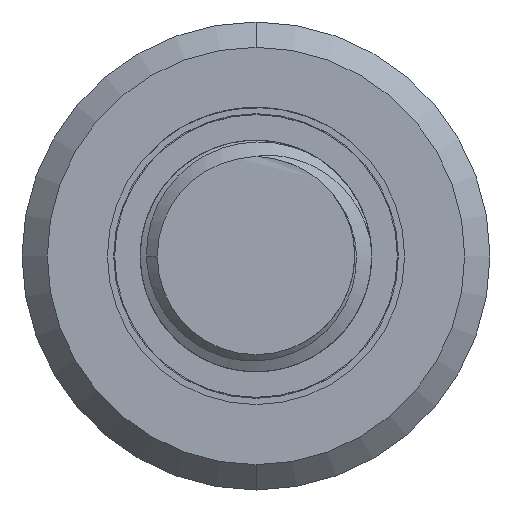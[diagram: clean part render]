
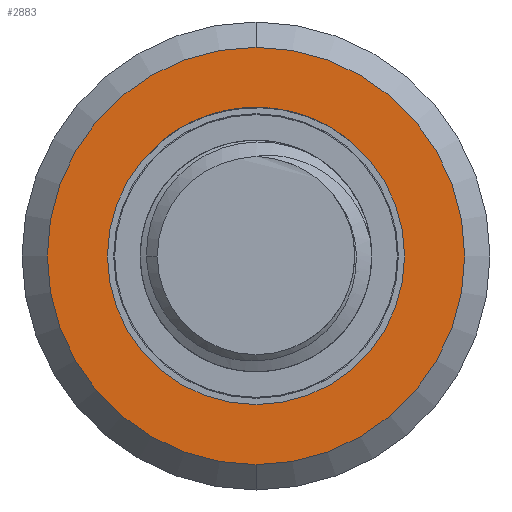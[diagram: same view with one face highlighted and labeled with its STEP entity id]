
A CAD part, front view. The second image highlights one B-rep face of the part: STEP entity #2883.
In plain terms, the highlighted planar face has unit normal (0, -1, 0).
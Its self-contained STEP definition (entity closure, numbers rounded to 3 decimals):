
#70 = VERTEX_POINT ( 'NONE', #5835 ) ;
#107 = DIRECTION ( 'NONE',  ( 0., 1., 0. ) ) ;
#246 = AXIS2_PLACEMENT_3D ( 'NONE', #4457, #6604, #3457 ) ;
#301 = VERTEX_POINT ( 'NONE', #3499 ) ;
#523 = CARTESIAN_POINT ( 'NONE',  ( 0., 37.49, -3.3 ) ) ;
#916 = CIRCLE ( 'NONE', #3171, 3.3 ) ;
#1187 = VERTEX_POINT ( 'NONE', #3536 ) ;
#1393 = FACE_BOUND ( 'NONE', #3788, .T. ) ;
#1478 = CIRCLE ( 'NONE', #5498, 2. ) ;
#1719 = PLANE ( 'NONE',  #5017 ) ;
#1794 = AXIS2_PLACEMENT_3D ( 'NONE', #3174, #107, #2649 ) ;
#2069 = CARTESIAN_POINT ( 'NONE',  ( 0., 37.49, 0. ) ) ;
#2473 = EDGE_CURVE ( 'Defeature ausgef�hrt1_37+Defeature ausgef�hrt1_38+Defeature ausgef�hrt1_38+Defeature ausgef�hrt1_38', #1187, #301, #1478, .T. ) ;
#2481 = VERTEX_POINT ( 'NONE', #523 ) ;
#2633 = DIRECTION ( 'NONE',  ( 0., 0., 1. ) ) ;
#2649 = DIRECTION ( 'NONE',  ( 0., 0., 1. ) ) ;
#2883 = ADVANCED_FACE ( 'Defeature ausgef�hrt1_37', ( #1393, #3409 ), #1719, .F. ) ;
#3117 = DIRECTION ( 'NONE',  ( 0., 1., 0. ) ) ;
#3158 = EDGE_CURVE ( 'Defeature ausgef�hrt1_36+Defeature ausgef�hrt1_37+Defeature ausgef�hrt1_37+Defeature ausgef�hrt1_37', #70, #2481, #916, .T. ) ;
#3171 = AXIS2_PLACEMENT_3D ( 'NONE', #6203, #3117, #2633 ) ;
#3174 = CARTESIAN_POINT ( 'NONE',  ( 0., 37.49, 0. ) ) ;
#3409 = FACE_OUTER_BOUND ( 'NONE', #5481, .T. ) ;
#3457 = DIRECTION ( 'NONE',  ( 0., 0., 1. ) ) ;
#3464 = CIRCLE ( 'NONE', #246, 2. ) ;
#3499 = CARTESIAN_POINT ( 'NONE',  ( 0., 37.49, -2. ) ) ;
#3536 = CARTESIAN_POINT ( 'NONE',  ( 0., 37.49, 2. ) ) ;
#3567 = DIRECTION ( 'NONE',  ( 0., 0., 1. ) ) ;
#3788 = EDGE_LOOP ( 'NONE', ( #4265, #5234 ) ) ;
#4265 = ORIENTED_EDGE ( 'NONE', *, *, #2473, .T. ) ;
#4457 = CARTESIAN_POINT ( 'NONE',  ( 0., 37.49, 0. ) ) ;
#4495 = ORIENTED_EDGE ( 'NONE', *, *, #4725, .F. ) ;
#4633 = DIRECTION ( 'NONE',  ( 0., 1., 0. ) ) ;
#4725 = EDGE_CURVE ( 'Defeature ausgef�hrt1_36+Defeature ausgef�hrt1_37+Defeature ausgef�hrt1_37+Defeature ausgef�hrt1_37', #2481, #70, #6443, .T. ) ;
#5017 = AXIS2_PLACEMENT_3D ( 'NONE', #6358, #5485, #5461 ) ;
#5234 = ORIENTED_EDGE ( 'NONE', *, *, #6664, .T. ) ;
#5461 = DIRECTION ( 'NONE',  ( 0., 0., 1. ) ) ;
#5481 = EDGE_LOOP ( 'NONE', ( #6130, #4495 ) ) ;
#5485 = DIRECTION ( 'NONE',  ( 0., 1., 0. ) ) ;
#5498 = AXIS2_PLACEMENT_3D ( 'NONE', #2069, #4633, #3567 ) ;
#5835 = CARTESIAN_POINT ( 'NONE',  ( 0., 37.49, 3.3 ) ) ;
#6130 = ORIENTED_EDGE ( 'NONE', *, *, #3158, .F. ) ;
#6203 = CARTESIAN_POINT ( 'NONE',  ( 0., 37.49, 0. ) ) ;
#6358 = CARTESIAN_POINT ( 'NONE',  ( 3.05, 37.49, 0. ) ) ;
#6443 = CIRCLE ( 'NONE', #1794, 3.3 ) ;
#6604 = DIRECTION ( 'NONE',  ( 0., 1., 0. ) ) ;
#6664 = EDGE_CURVE ( 'Defeature ausgef�hrt1_37+Defeature ausgef�hrt1_38+Defeature ausgef�hrt1_38+Defeature ausgef�hrt1_38', #301, #1187, #3464, .T. ) ;
